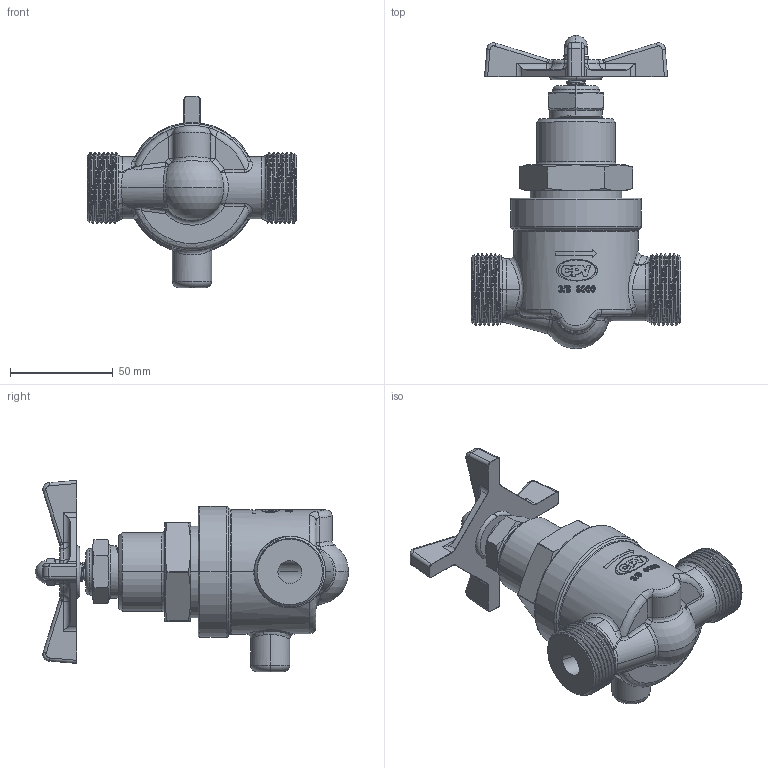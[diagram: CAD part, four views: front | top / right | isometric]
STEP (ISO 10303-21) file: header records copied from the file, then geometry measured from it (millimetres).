
FILE_DESCRIPTION (( 'STEP AP214' ), '1' );
FILE_NAME ('380-2.STEP', '2018-01-25T16:14:48', ( '' ), ( '' ), 'SwSTEP 2.0', 'SolidWorks 2018', '' );
FILE_SCHEMA (( 'AUTOMOTIVE_DESIGN' ));
Length unit declared in the file: inch
Products named in the file (1): 380-2
Bounding box: 101.6 x 152.1 x 92.86 mm (x, y, z)
Volume: 292658.1 mm3; surface area: 53404.9 mm2
Topology: 2 solids, 2 shells, 678 faces, 1701 edges, 1037 vertices
Faces by surface type: cylinder 242, bspline 186, plane 103, torus 65, cone 56, sphere 26
Entity records: 65922 total; most frequent: CARTESIAN_POINT 46540, ORIENTED_EDGE 3354, DIRECTION 2426, EDGE_CURVE 1677, VERTEX_POINT 1037, AXIS2_PLACEMENT_3D 969, EDGE_LOOP 716, FACE_OUTER_BOUND 678
